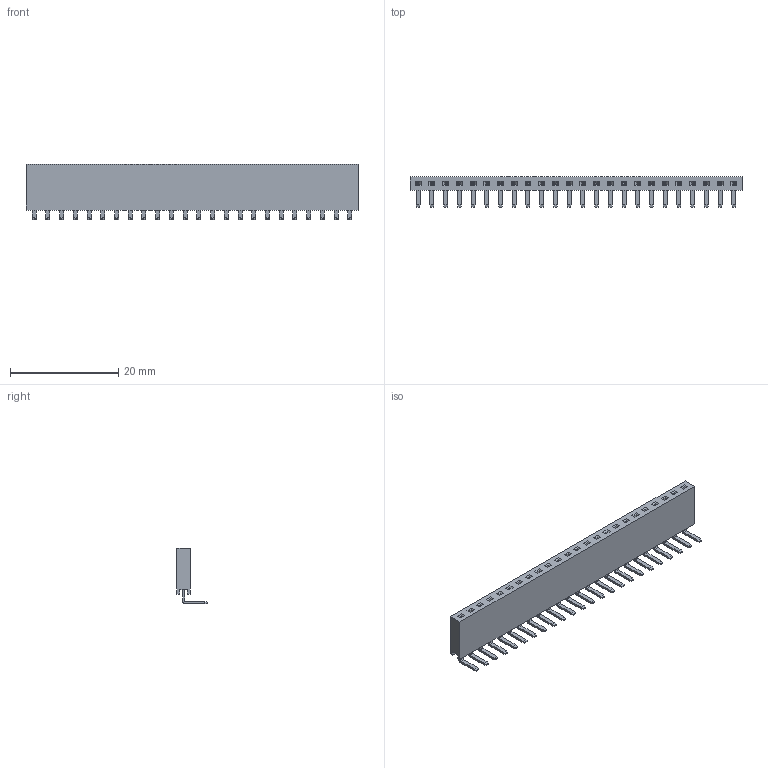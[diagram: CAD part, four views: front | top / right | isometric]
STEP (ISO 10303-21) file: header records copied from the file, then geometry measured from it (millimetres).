
FILE_DESCRIPTION( ( 'Unknown' ), '1' );
FILE_NAME( '613024143121.stp', 'Unknown', ( 'Unknown' ), ( 'Unknown' ), 'PSStep 14.0', 'Unknown', ' ' );
FILE_SCHEMA( ( 'AUTOMOTIVE_DESIGN { 1 0 10303 214 1 1 1 1 }' ) );
Length unit declared in the file: millimetre
Products named in the file (3): Assem1; 61302411821; 6130xx143121_PIN
Assembly tree (25 placements, depth 2):
  Assem1
    61302411821
    6130xx143121_PIN  x24
Bounding box: 61.46 x 5.59 x 10.3 mm (x, y, z)
Volume: 1207.7 mm3; surface area: 3254.6 mm2
Topology: 25 solids, 25 shells, 1042 faces, 2784 edges, 1792 vertices
Faces by surface type: plane 898, cylinder 96, extrusion 48
Entity records: 12865 total; most frequent: CARTESIAN_POINT 1810, ORIENTED_EDGE 1750, DIRECTION 1587, EDGE_CURVE 875, VECTOR 865, LINE 863, VERTEX_POINT 550, EDGE_LOOP 377
